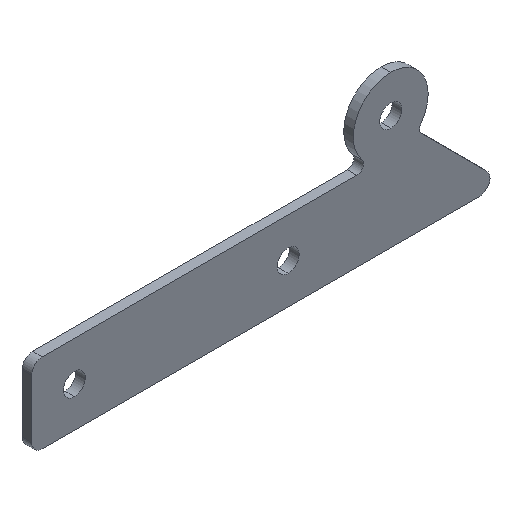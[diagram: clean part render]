
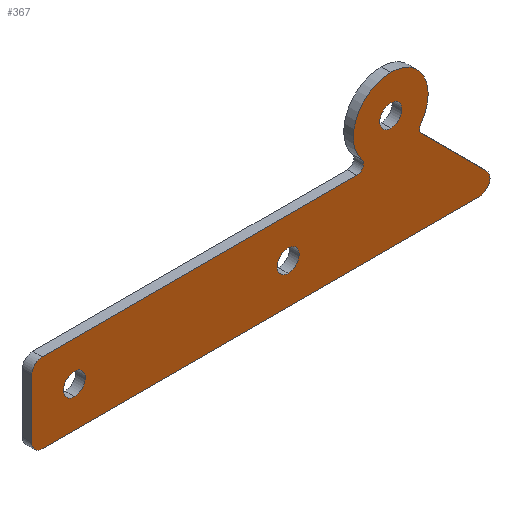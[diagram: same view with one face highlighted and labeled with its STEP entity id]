
A CAD part, isometric view. The second image highlights one B-rep face of the part: STEP entity #367.
In plain terms, the highlighted planar face has unit normal (0, -1, 0).
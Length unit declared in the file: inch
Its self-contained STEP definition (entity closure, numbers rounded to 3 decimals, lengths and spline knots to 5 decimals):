
#1 = AXIS2_PLACEMENT_3D ( 'NONE', #3, #669, #6 ) ;
#3 = CARTESIAN_POINT ( 'NONE',  ( 1.43182, 0., 0.4325 ) ) ;
#4 = LINE ( 'NONE', #438, #158 ) ;
#6 = DIRECTION ( 'NONE',  ( 0., 0., 1. ) ) ;
#7 = DIRECTION ( 'NONE',  ( 0., 0., 1. ) ) ;
#8 = CARTESIAN_POINT ( 'NONE',  ( 2.57859, 0., -0.375 ) ) ;
#16 = DIRECTION ( 'NONE',  ( 0., 0., 1. ) ) ;
#20 = FACE_BOUND ( 'NONE', #671, .T. ) ;
#24 = EDGE_CURVE ( 'NONE', #562, #507, #670, .T. ) ;
#25 = DIRECTION ( 'NONE',  ( 0., 0., 1. ) ) ;
#28 = CIRCLE ( 'NONE', #343, 0.35 ) ;
#35 = LINE ( 'NONE', #276, #328 ) ;
#37 = ORIENTED_EDGE ( 'NONE', *, *, #509, .F. ) ;
#39 = VERTEX_POINT ( 'NONE', #662 ) ;
#42 = CARTESIAN_POINT ( 'NONE',  ( 1.48003, 0., 0.47227 ) ) ;
#43 = EDGE_LOOP ( 'NONE', ( #477, #183 ) ) ;
#51 = FACE_OUTER_BOUND ( 'NONE', #546, .T. ) ;
#52 = DIRECTION ( 'NONE',  ( 0., 1., 0. ) ) ;
#55 = ORIENTED_EDGE ( 'NONE', *, *, #287, .F. ) ;
#60 = DIRECTION ( 'NONE',  ( 0., 0., 1. ) ) ;
#63 = CARTESIAN_POINT ( 'NONE',  ( -1.21, 0., 0. ) ) ;
#65 = CARTESIAN_POINT ( 'NONE',  ( 1.75002, 0., 0.695 ) ) ;
#77 = CIRCLE ( 'NONE', #363, 0.1025 ) ;
#78 = ORIENTED_EDGE ( 'NONE', *, *, #140, .F. ) ;
#79 = ORIENTED_EDGE ( 'NONE', *, *, #520, .F. ) ;
#84 = EDGE_CURVE ( 'NONE', #614, #223, #170, .T. ) ;
#88 = CARTESIAN_POINT ( 'NONE',  ( -1.60998, 0., -0.275 ) ) ;
#92 = EDGE_CURVE ( 'NONE', #125, #547, #77, .T. ) ;
#94 = ORIENTED_EDGE ( 'NONE', *, *, #464, .T. ) ;
#96 = CIRCLE ( 'NONE', #503, 0.35 ) ;
#101 = VECTOR ( 'NONE', #25, 39.37008 ) ;
#102 = VERTEX_POINT ( 'NONE', #349 ) ;
#107 = FACE_BOUND ( 'NONE', #43, .T. ) ;
#113 = CARTESIAN_POINT ( 'NONE',  ( 2.6493, 0., -0.20429 ) ) ;
#116 = CARTESIAN_POINT ( 'NONE',  ( 1.75002, 0., 0.695 ) ) ;
#117 = LINE ( 'NONE', #431, #220 ) ;
#120 = ORIENTED_EDGE ( 'NONE', *, *, #623, .F. ) ;
#121 = CARTESIAN_POINT ( 'NONE',  ( -1.21, 0., -0.1025 ) ) ;
#124 = CIRCLE ( 'NONE', #585, 0.1025 ) ;
#125 = VERTEX_POINT ( 'NONE', #337 ) ;
#137 = ORIENTED_EDGE ( 'NONE', *, *, #517, .F. ) ;
#140 = EDGE_CURVE ( 'NONE', #150, #207, #28, .T. ) ;
#147 = VERTEX_POINT ( 'NONE', #326 ) ;
#150 = VERTEX_POINT ( 'NONE', #256 ) ;
#158 = VECTOR ( 'NONE', #356, 39.37008 ) ;
#169 = CIRCLE ( 'NONE', #664, 0.1025 ) ;
#170 = CIRCLE ( 'NONE', #615, 0.1025 ) ;
#173 = CARTESIAN_POINT ( 'NONE',  ( 2.57859, 0., -0.275 ) ) ;
#183 = ORIENTED_EDGE ( 'NONE', *, *, #423, .T. ) ;
#187 = DIRECTION ( 'NONE',  ( 1., 0., 0. ) ) ;
#188 = VERTEX_POINT ( 'NONE', #42 ) ;
#196 = DIRECTION ( 'NONE',  ( 0., 0., 1. ) ) ;
#206 = EDGE_CURVE ( 'NONE', #226, #474, #365, .T. ) ;
#207 = VERTEX_POINT ( 'NONE', #655 ) ;
#217 = CIRCLE ( 'NONE', #418, 0.1025 ) ;
#220 = VECTOR ( 'NONE', #301, 39.37008 ) ;
#223 = VERTEX_POINT ( 'NONE', #121 ) ;
#226 = VERTEX_POINT ( 'NONE', #113 ) ;
#230 = AXIS2_PLACEMENT_3D ( 'NONE', #376, #267, #7 ) ;
#247 = DIRECTION ( 'NONE',  ( 0., 0., 1. ) ) ;
#254 = CIRCLE ( 'NONE', #519, 0.1 ) ;
#256 = CARTESIAN_POINT ( 'NONE',  ( 1.75002, 0., 1.045 ) ) ;
#257 = DIRECTION ( 'NONE',  ( 0., 0., 1. ) ) ;
#258 = DIRECTION ( 'NONE',  ( 0., 1., 0. ) ) ;
#267 = DIRECTION ( 'NONE',  ( 0., 1., 0. ) ) ;
#268 = DIRECTION ( 'NONE',  ( 0., 1., 0. ) ) ;
#270 = CARTESIAN_POINT ( 'NONE',  ( -1.60998, 0., 0.695 ) ) ;
#272 = CIRCLE ( 'NONE', #494, 0.0625 ) ;
#276 = CARTESIAN_POINT ( 'NONE',  ( 1.75002, 0., 0.37 ) ) ;
#280 = PLANE ( 'NONE',  #627 ) ;
#287 = EDGE_CURVE ( 'NONE', #507, #102, #299, .T. ) ;
#290 = CIRCLE ( 'NONE', #1, 0.0625 ) ;
#299 = LINE ( 'NONE', #270, #101 ) ;
#301 = DIRECTION ( 'NONE',  ( 0.707, 0., -0.707 ) ) ;
#302 = ORIENTED_EDGE ( 'NONE', *, *, #488, .T. ) ;
#303 = CIRCLE ( 'NONE', #472, 0.1025 ) ;
#304 = DIRECTION ( 'NONE',  ( 0., 1., 0. ) ) ;
#305 = DIRECTION ( 'NONE',  ( 0., 1., 0. ) ) ;
#312 = CARTESIAN_POINT ( 'NONE',  ( 0.79, 0., 0. ) ) ;
#320 = CARTESIAN_POINT ( 'NONE',  ( -1.21, 0., 0.1025 ) ) ;
#325 = EDGE_LOOP ( 'NONE', ( #302, #94 ) ) ;
#326 = CARTESIAN_POINT ( 'NONE',  ( -1.50998, 0., 0.37 ) ) ;
#328 = VECTOR ( 'NONE', #187, 39.37008 ) ;
#333 = CARTESIAN_POINT ( 'NONE',  ( 1.75002, 0., 0.695 ) ) ;
#337 = CARTESIAN_POINT ( 'NONE',  ( 1.75002, 0., 0.7975 ) ) ;
#340 = DIRECTION ( 'NONE',  ( 0., 0., 1. ) ) ;
#342 = DIRECTION ( 'NONE',  ( 0., 1., 0. ) ) ;
#343 = AXIS2_PLACEMENT_3D ( 'NONE', #116, #258, #257 ) ;
#344 = CARTESIAN_POINT ( 'NONE',  ( 1.75002, 0., 0.5925 ) ) ;
#349 = CARTESIAN_POINT ( 'NONE',  ( -1.60998, 0., 0.27 ) ) ;
#351 = DIRECTION ( 'NONE',  ( 0., 1., 0. ) ) ;
#356 = DIRECTION ( 'NONE',  ( -1., 0., 0. ) ) ;
#363 = AXIS2_PLACEMENT_3D ( 'NONE', #333, #304, #397 ) ;
#365 = CIRCLE ( 'NONE', #486, 0.1 ) ;
#367 = ADVANCED_FACE ( 'NONE', ( #107, #658, #20, #51 ), #280, .F. ) ;
#372 = CARTESIAN_POINT ( 'NONE',  ( 1.75002, 0., 0.695 ) ) ;
#376 = CARTESIAN_POINT ( 'NONE',  ( -1.50998, 0., -0.275 ) ) ;
#394 = CARTESIAN_POINT ( 'NONE',  ( 1.75002, 0., 0.695 ) ) ;
#397 = DIRECTION ( 'NONE',  ( 0., 0., 1. ) ) ;
#400 = VERTEX_POINT ( 'NONE', #516 ) ;
#403 = DIRECTION ( 'NONE',  ( 0., 0., 1. ) ) ;
#418 = AXIS2_PLACEMENT_3D ( 'NONE', #521, #611, #458 ) ;
#421 = CARTESIAN_POINT ( 'NONE',  ( 2.03833, 0., 0.40669 ) ) ;
#423 = EDGE_CURVE ( 'NONE', #547, #125, #169, .T. ) ;
#426 = DIRECTION ( 'NONE',  ( 0., 1., 0. ) ) ;
#428 = DIRECTION ( 'NONE',  ( 0., 1., 0. ) ) ;
#431 = CARTESIAN_POINT ( 'NONE',  ( 1.9975, 0., 0.44751 ) ) ;
#438 = CARTESIAN_POINT ( 'NONE',  ( 1.75002, 0., -0.375 ) ) ;
#445 = ORIENTED_EDGE ( 'NONE', *, *, #508, .F. ) ;
#447 = DIRECTION ( 'NONE',  ( 0., 0., 1. ) ) ;
#448 = ORIENTED_EDGE ( 'NONE', *, *, #588, .T. ) ;
#452 = EDGE_CURVE ( 'NONE', #188, #400, #290, .T. ) ;
#453 = ORIENTED_EDGE ( 'NONE', *, *, #24, .F. ) ;
#458 = DIRECTION ( 'NONE',  ( 0., 0., 1. ) ) ;
#464 = EDGE_CURVE ( 'NONE', #39, #606, #124, .T. ) ;
#466 = CARTESIAN_POINT ( 'NONE',  ( 0.79, 0., 0. ) ) ;
#472 = AXIS2_PLACEMENT_3D ( 'NONE', #312, #428, #196 ) ;
#474 = VERTEX_POINT ( 'NONE', #8 ) ;
#477 = ORIENTED_EDGE ( 'NONE', *, *, #92, .T. ) ;
#486 = AXIS2_PLACEMENT_3D ( 'NONE', #173, #630, #619 ) ;
#488 = EDGE_CURVE ( 'NONE', #606, #39, #303, .T. ) ;
#494 = AXIS2_PLACEMENT_3D ( 'NONE', #652, #268, #247 ) ;
#503 = AXIS2_PLACEMENT_3D ( 'NONE', #372, #342, #447 ) ;
#507 = VERTEX_POINT ( 'NONE', #88 ) ;
#508 = EDGE_CURVE ( 'NONE', #667, #226, #117, .T. ) ;
#509 = EDGE_CURVE ( 'NONE', #188, #150, #96, .T. ) ;
#516 = CARTESIAN_POINT ( 'NONE',  ( 1.43182, 0., 0.37 ) ) ;
#517 = EDGE_CURVE ( 'NONE', #474, #562, #4, .T. ) ;
#519 = AXIS2_PLACEMENT_3D ( 'NONE', #551, #599, #592 ) ;
#520 = EDGE_CURVE ( 'NONE', #147, #400, #35, .T. ) ;
#521 = CARTESIAN_POINT ( 'NONE',  ( -1.21, 0., 0. ) ) ;
#544 = EDGE_CURVE ( 'NONE', #223, #614, #217, .T. ) ;
#546 = EDGE_LOOP ( 'NONE', ( #445, #448, #78, #37, #574, #79, #120, #55, #453, #137, #642 ) ) ;
#547 = VERTEX_POINT ( 'NONE', #344 ) ;
#551 = CARTESIAN_POINT ( 'NONE',  ( -1.50998, 0., 0.27 ) ) ;
#556 = CARTESIAN_POINT ( 'NONE',  ( -1.50998, 0., -0.375 ) ) ;
#562 = VERTEX_POINT ( 'NONE', #556 ) ;
#574 = ORIENTED_EDGE ( 'NONE', *, *, #452, .T. ) ;
#584 = ORIENTED_EDGE ( 'NONE', *, *, #544, .T. ) ;
#585 = AXIS2_PLACEMENT_3D ( 'NONE', #466, #426, #403 ) ;
#588 = EDGE_CURVE ( 'NONE', #667, #207, #272, .T. ) ;
#592 = DIRECTION ( 'NONE',  ( 0., 0., 1. ) ) ;
#599 = DIRECTION ( 'NONE',  ( 0., 1., 0. ) ) ;
#606 = VERTEX_POINT ( 'NONE', #636 ) ;
#611 = DIRECTION ( 'NONE',  ( 0., 1., 0. ) ) ;
#614 = VERTEX_POINT ( 'NONE', #320 ) ;
#615 = AXIS2_PLACEMENT_3D ( 'NONE', #63, #351, #340 ) ;
#619 = DIRECTION ( 'NONE',  ( 0., 0., 1. ) ) ;
#623 = EDGE_CURVE ( 'NONE', #102, #147, #254, .T. ) ;
#627 = AXIS2_PLACEMENT_3D ( 'NONE', #394, #305, #16 ) ;
#630 = DIRECTION ( 'NONE',  ( 0., 1., 0. ) ) ;
#633 = ORIENTED_EDGE ( 'NONE', *, *, #84, .T. ) ;
#636 = CARTESIAN_POINT ( 'NONE',  ( 0.79, 0., 0.1025 ) ) ;
#642 = ORIENTED_EDGE ( 'NONE', *, *, #206, .F. ) ;
#652 = CARTESIAN_POINT ( 'NONE',  ( 2.08252, 0., 0.45088 ) ) ;
#655 = CARTESIAN_POINT ( 'NONE',  ( 2.03214, 0., 0.48787 ) ) ;
#658 = FACE_BOUND ( 'NONE', #325, .T. ) ;
#662 = CARTESIAN_POINT ( 'NONE',  ( 0.79, 0., -0.1025 ) ) ;
#664 = AXIS2_PLACEMENT_3D ( 'NONE', #65, #52, #60 ) ;
#667 = VERTEX_POINT ( 'NONE', #421 ) ;
#669 = DIRECTION ( 'NONE',  ( 0., 1., 0. ) ) ;
#670 = CIRCLE ( 'NONE', #230, 0.1 ) ;
#671 = EDGE_LOOP ( 'NONE', ( #633, #584 ) ) ;
